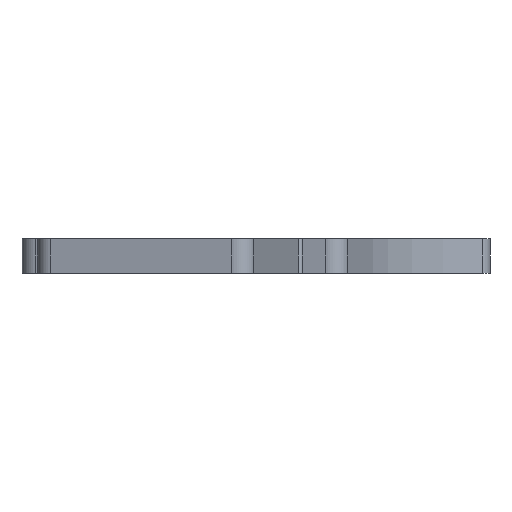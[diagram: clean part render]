
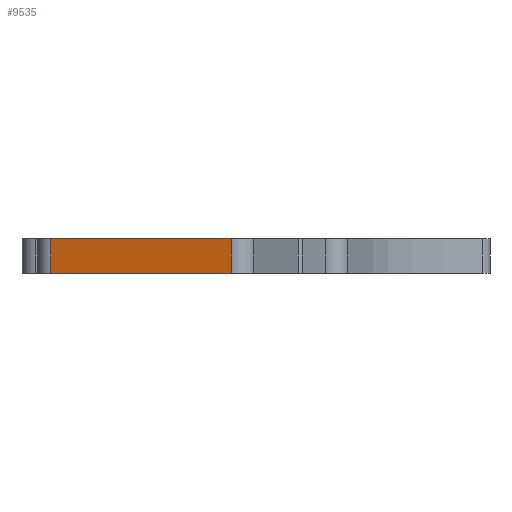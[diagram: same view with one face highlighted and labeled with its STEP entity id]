
A CAD part, left-side view. The second image highlights one B-rep face of the part: STEP entity #9535.
In plain terms, the highlighted planar face has unit normal (-0.966, 0.259, 0).
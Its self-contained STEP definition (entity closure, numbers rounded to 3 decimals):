
#946=PLANE('',#10010);
#1203=FACE_OUTER_BOUND('',#1695,.T.);
#1695=EDGE_LOOP('',(#6971,#6972,#6973,#6974));
#2218=LINE('',#11652,#3096);
#2370=LINE('',#13063,#3248);
#2371=LINE('',#13066,#3249);
#2372=LINE('',#13067,#3250);
#3096=VECTOR('',#10208,10.);
#3248=VECTOR('',#10482,10.);
#3249=VECTOR('',#10485,10.);
#3250=VECTOR('',#10486,10.);
#4046=VERTEX_POINT('',#11646);
#4047=VERTEX_POINT('',#11651);
#4223=VERTEX_POINT('',#13058);
#4224=VERTEX_POINT('',#13065);
#5032=EDGE_CURVE('',#4046,#4047,#2218,.T.);
#5301=EDGE_CURVE('',#4223,#4047,#2370,.T.);
#5302=EDGE_CURVE('',#4224,#4223,#2371,.T.);
#5303=EDGE_CURVE('',#4224,#4046,#2372,.T.);
#6971=ORIENTED_EDGE('',*,*,#5302,.T.);
#6972=ORIENTED_EDGE('',*,*,#5301,.T.);
#6973=ORIENTED_EDGE('',*,*,#5032,.F.);
#6974=ORIENTED_EDGE('',*,*,#5303,.F.);
#9535=ADVANCED_FACE('',(#1203),#946,.T.);
#10010=AXIS2_PLACEMENT_3D('',#13064,#10483,#10484);
#10208=DIRECTION('',(-0.259,-0.966,0.));
#10482=DIRECTION('',(0.,0.,1.));
#10483=DIRECTION('center_axis',(-0.966,0.259,0.));
#10484=DIRECTION('ref_axis',(-0.259,-0.966,0.));
#10485=DIRECTION('',(-0.259,-0.966,0.));
#10486=DIRECTION('',(0.,0.,1.));
#11646=CARTESIAN_POINT('',(108.077,-110.279,9.6));
#11651=CARTESIAN_POINT('',(94.523,-160.872,9.6));
#11652=CARTESIAN_POINT('',(108.077,-110.279,9.6));
#13058=CARTESIAN_POINT('',(94.523,-160.872,0.));
#13063=CARTESIAN_POINT('',(94.523,-160.872,0.));
#13064=CARTESIAN_POINT('Origin',(108.077,-110.279,0.));
#13065=CARTESIAN_POINT('',(108.077,-110.279,0.));
#13066=CARTESIAN_POINT('',(108.077,-110.279,0.));
#13067=CARTESIAN_POINT('',(108.077,-110.279,0.));
